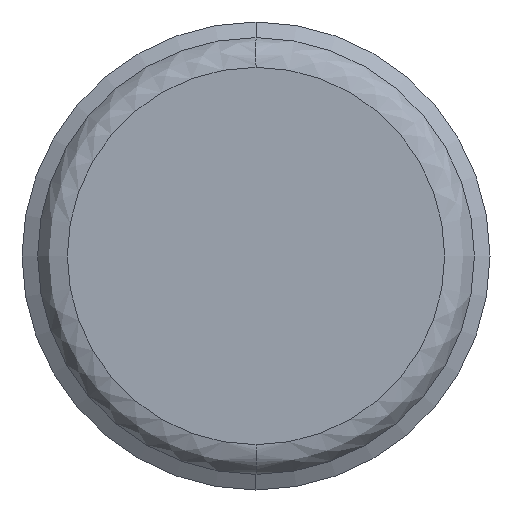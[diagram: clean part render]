
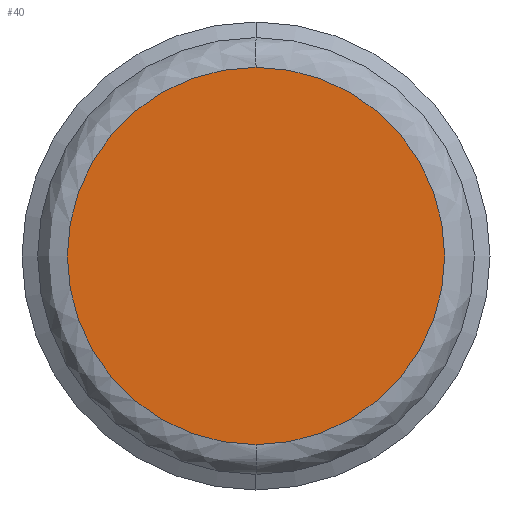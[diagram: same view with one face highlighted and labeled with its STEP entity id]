
A CAD part, left-side view. The second image highlights one B-rep face of the part: STEP entity #40.
In plain terms, the highlighted planar face has unit normal (-1, 0, 0).
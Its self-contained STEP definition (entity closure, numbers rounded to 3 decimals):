
#40=ADVANCED_FACE('',(#71),#70,.F.);
#70=PLANE('',#376);
#71=FACE_OUTER_BOUND('',#377,.T.);
#373=CARTESIAN_POINT('',(-10.,-12.567,7.86));
#374=DIRECTION('',(1.,0.,0.));
#375=DIRECTION('',(0.,0.,-1.));
#376=AXIS2_PLACEMENT_3D('',#373,#374,#375);
#377=EDGE_LOOP('',(#682,#683));
#682=ORIENTED_EDGE('',*,*,#798,.T.);
#683=ORIENTED_EDGE('',*,*,#799,.T.);
#798=EDGE_CURVE('',#856,#857,#858,.T.);
#799=EDGE_CURVE('',#857,#856,#864,.T.);
#856=VERTEX_POINT('',#1237);
#857=VERTEX_POINT('',#1238);
#858=CIRCLE('',#1242,6.046);
#864=CIRCLE('',#1246,6.046);
#1237=CARTESIAN_POINT('',(-10.,0.,6.046));
#1238=CARTESIAN_POINT('',(-10.,0.,-6.046));
#1239=CARTESIAN_POINT('',(-10.,0.,0.));
#1240=DIRECTION('',(-1.,0.,0.));
#1241=DIRECTION('',(0.,0.,1.));
#1242=AXIS2_PLACEMENT_3D('',#1239,#1240,#1241);
#1243=CARTESIAN_POINT('',(-10.,0.,0.));
#1244=DIRECTION('',(-1.,0.,0.));
#1245=DIRECTION('',(0.,0.,1.));
#1246=AXIS2_PLACEMENT_3D('',#1243,#1244,#1245);
